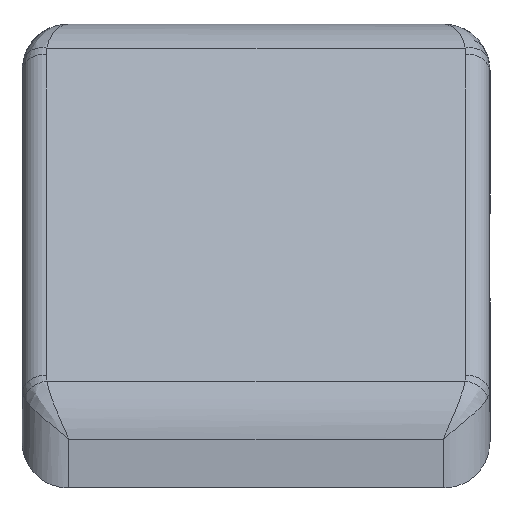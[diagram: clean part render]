
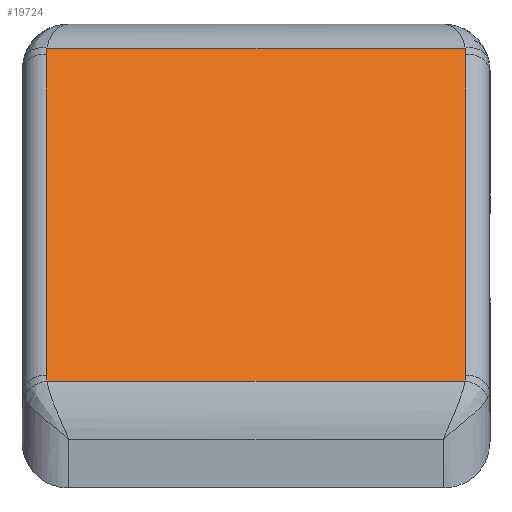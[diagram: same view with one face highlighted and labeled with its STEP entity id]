
A CAD part, top view. The second image highlights one B-rep face of the part: STEP entity #19724.
In plain terms, the highlighted planar face has unit normal (0, 0.707, 0.707).
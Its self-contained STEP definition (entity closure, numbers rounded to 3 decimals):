
#754 = VECTOR ( 'NONE', #11791, 1000. ) ;
#1026 = CARTESIAN_POINT ( 'NONE',  ( -17.947, 9.632, 37.139 ) ) ;
#1038 = LINE ( 'NONE', #13201, #5398 ) ;
#1110 =( BOUNDED_CURVE ( )  B_SPLINE_CURVE ( 3, ( #15492, #21868, #11467, #19814 ),
 .UNSPECIFIED., .F., .T. ) 
 B_SPLINE_CURVE_WITH_KNOTS ( ( 4, 4 ),
 ( 1.287, 1.546 ),
 .UNSPECIFIED. ) 
 CURVE ( )  GEOMETRIC_REPRESENTATION_ITEM ( )  RATIONAL_B_SPLINE_CURVE ( ( 1., 0.994, 0.994, 1. ) ) 
 REPRESENTATION_ITEM ( '' )  );
#1798 = DIRECTION ( 'NONE',  ( 0., 0.707, -0.707 ) ) ;
#1817 = FACE_OUTER_BOUND ( 'NONE', #1989, .T. ) ;
#1989 = EDGE_LOOP ( 'NONE', ( #5337, #16797, #23798, #16413, #11212, #5575, #25794, #25033 ) ) ;
#3266 = EDGE_CURVE ( 'NONE', #10356, #23764, #3518, .T. ) ;
#3518 = LINE ( 'NONE', #24826, #24334 ) ;
#4701 = AXIS2_PLACEMENT_3D ( 'NONE', #16718, #16808, #1798 ) ;
#5337 = ORIENTED_EDGE ( 'NONE', *, *, #24539, .T. ) ;
#5398 = VECTOR ( 'NONE', #17328, 1000. ) ;
#5575 = ORIENTED_EDGE ( 'NONE', *, *, #21398, .T. ) ;
#6573 = CARTESIAN_POINT ( 'NONE',  ( 17.881, 37.65, 9.121 ) ) ;
#6872 = VECTOR ( 'NONE', #10529, 1000. ) ;
#7135 = LINE ( 'NONE', #11705, #754 ) ;
#7203 = CARTESIAN_POINT ( 'NONE',  ( 17.947, 9.632, 37.139 ) ) ;
#7313 =( BOUNDED_CURVE ( )  B_SPLINE_CURVE ( 3, ( #18757, #10239, #25197, #6573 ),
 .UNSPECIFIED., .F., .T. ) 
 B_SPLINE_CURVE_WITH_KNOTS ( ( 4, 4 ),
 ( 4.737, 4.996 ),
 .UNSPECIFIED. ) 
 CURVE ( )  GEOMETRIC_REPRESENTATION_ITEM ( )  RATIONAL_B_SPLINE_CURVE ( ( 1., 0.994, 0.994, 1. ) ) 
 REPRESENTATION_ITEM ( '' )  );
#7416 = DIRECTION ( 'NONE',  ( 0., 0.707, -0.707 ) ) ;
#7850 = VERTEX_POINT ( 'NONE', #24509 ) ;
#8370 = CARTESIAN_POINT ( 'NONE',  ( -17.881, 9.121, 37.65 ) ) ;
#8470 = CARTESIAN_POINT ( 'NONE',  ( -17.925, 9.288, 37.483 ) ) ;
#8957 = VERTEX_POINT ( 'NONE', #1026 ) ;
#9361 = CARTESIAN_POINT ( 'NONE',  ( 17.881, 9.121, 37.65 ) ) ;
#9598 = EDGE_CURVE ( 'NONE', #8957, #17125, #22270, .T. ) ;
#10239 = CARTESIAN_POINT ( 'NONE',  ( 17.947, 37.312, 9.459 ) ) ;
#10356 = VERTEX_POINT ( 'NONE', #16463 ) ;
#10529 = DIRECTION ( 'NONE',  ( -1., 0., 0. ) ) ;
#11132 = CARTESIAN_POINT ( 'NONE',  ( -17.947, 9.459, 37.312 ) ) ;
#11212 = ORIENTED_EDGE ( 'NONE', *, *, #14554, .T. ) ;
#11467 = CARTESIAN_POINT ( 'NONE',  ( -17.947, 37.312, 9.459 ) ) ;
#11705 = CARTESIAN_POINT ( 'NONE',  ( -17.947, 39.7, 7.071 ) ) ;
#11791 = DIRECTION ( 'NONE',  ( 0., -0.707, 0.707 ) ) ;
#12399 = PLANE ( 'NONE',  #4701 ) ;
#12793 = EDGE_CURVE ( 'NONE', #23764, #15567, #7313, .T. ) ;
#13201 = CARTESIAN_POINT ( 'NONE',  ( 20., 9.121, 37.65 ) ) ;
#14554 = EDGE_CURVE ( 'NONE', #17125, #17560, #1038, .T. ) ;
#14852 =( BOUNDED_CURVE ( )  B_SPLINE_CURVE ( 3, ( #9361, #22108, #18074, #7203 ),
 .UNSPECIFIED., .F., .F. ) 
 B_SPLINE_CURVE_WITH_KNOTS ( ( 4, 4 ),
 ( 4.429, 4.688 ),
 .UNSPECIFIED. ) 
 CURVE ( )  GEOMETRIC_REPRESENTATION_ITEM ( )  RATIONAL_B_SPLINE_CURVE ( ( 1., 0.994, 0.994, 1. ) ) 
 REPRESENTATION_ITEM ( '' )  );
#15492 = CARTESIAN_POINT ( 'NONE',  ( -17.881, 37.65, 9.121 ) ) ;
#15567 = VERTEX_POINT ( 'NONE', #24408 ) ;
#16016 = EDGE_CURVE ( 'NONE', #24307, #7850, #1110, .T. ) ;
#16413 = ORIENTED_EDGE ( 'NONE', *, *, #9598, .T. ) ;
#16463 = CARTESIAN_POINT ( 'NONE',  ( 17.947, 9.632, 37.139 ) ) ;
#16585 = LINE ( 'NONE', #21127, #6872 ) ;
#16718 = CARTESIAN_POINT ( 'NONE',  ( 20., 39.7, 7.071 ) ) ;
#16797 = ORIENTED_EDGE ( 'NONE', *, *, #16016, .T. ) ;
#16808 = DIRECTION ( 'NONE',  ( 0., -0.707, -0.707 ) ) ;
#16914 = CARTESIAN_POINT ( 'NONE',  ( -17.947, 9.632, 37.139 ) ) ;
#17125 = VERTEX_POINT ( 'NONE', #17900 ) ;
#17328 = DIRECTION ( 'NONE',  ( 1., 0., 0. ) ) ;
#17560 = VERTEX_POINT ( 'NONE', #27553 ) ;
#17900 = CARTESIAN_POINT ( 'NONE',  ( -17.881, 9.121, 37.65 ) ) ;
#18074 = CARTESIAN_POINT ( 'NONE',  ( 17.947, 9.459, 37.312 ) ) ;
#18757 = CARTESIAN_POINT ( 'NONE',  ( 17.947, 37.139, 9.632 ) ) ;
#19724 = ADVANCED_FACE ( 'NONE', ( #1817 ), #12399, .F. ) ;
#19814 = CARTESIAN_POINT ( 'NONE',  ( -17.947, 37.139, 9.632 ) ) ;
#21127 = CARTESIAN_POINT ( 'NONE',  ( 20., 37.65, 9.121 ) ) ;
#21398 = EDGE_CURVE ( 'NONE', #17560, #10356, #14852, .T. ) ;
#21433 = EDGE_CURVE ( 'NONE', #7850, #8957, #7135, .T. ) ;
#21868 = CARTESIAN_POINT ( 'NONE',  ( -17.925, 37.483, 9.288 ) ) ;
#22108 = CARTESIAN_POINT ( 'NONE',  ( 17.925, 9.288, 37.483 ) ) ;
#22270 =( BOUNDED_CURVE ( )  B_SPLINE_CURVE ( 3, ( #16914, #11132, #8470, #8370 ),
 .UNSPECIFIED., .F., .T. ) 
 B_SPLINE_CURVE_WITH_KNOTS ( ( 4, 4 ),
 ( 1.595, 1.854 ),
 .UNSPECIFIED. ) 
 CURVE ( )  GEOMETRIC_REPRESENTATION_ITEM ( )  RATIONAL_B_SPLINE_CURVE ( ( 1., 0.994, 0.994, 1. ) ) 
 REPRESENTATION_ITEM ( '' )  );
#23764 = VERTEX_POINT ( 'NONE', #26729 ) ;
#23798 = ORIENTED_EDGE ( 'NONE', *, *, #21433, .T. ) ;
#24307 = VERTEX_POINT ( 'NONE', #26707 ) ;
#24334 = VECTOR ( 'NONE', #7416, 1000. ) ;
#24408 = CARTESIAN_POINT ( 'NONE',  ( 17.881, 37.65, 9.121 ) ) ;
#24509 = CARTESIAN_POINT ( 'NONE',  ( -17.947, 37.139, 9.632 ) ) ;
#24539 = EDGE_CURVE ( 'NONE', #15567, #24307, #16585, .T. ) ;
#24826 = CARTESIAN_POINT ( 'NONE',  ( 17.947, 35.749, 11.022 ) ) ;
#25033 = ORIENTED_EDGE ( 'NONE', *, *, #12793, .T. ) ;
#25197 = CARTESIAN_POINT ( 'NONE',  ( 17.925, 37.483, 9.288 ) ) ;
#25794 = ORIENTED_EDGE ( 'NONE', *, *, #3266, .T. ) ;
#26707 = CARTESIAN_POINT ( 'NONE',  ( -17.881, 37.65, 9.121 ) ) ;
#26729 = CARTESIAN_POINT ( 'NONE',  ( 17.947, 37.139, 9.632 ) ) ;
#27553 = CARTESIAN_POINT ( 'NONE',  ( 17.881, 9.121, 37.65 ) ) ;
